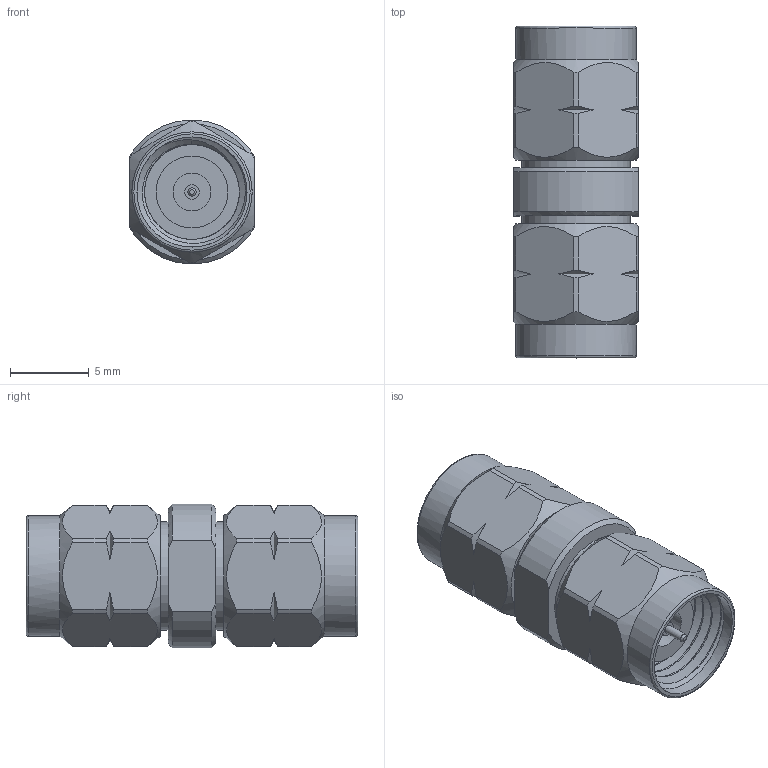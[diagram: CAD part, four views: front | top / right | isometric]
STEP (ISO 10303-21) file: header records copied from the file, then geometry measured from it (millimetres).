
FILE_DESCRIPTION (( 'STEP AP203' ), '1' );
FILE_NAME ('PE9451_3D.step', '2021-03-19T21:42:46', ( '' ), ( '' ), 'SwSTEP 2.0', 'SolidWorks 2020', '' );
FILE_SCHEMA (( 'CONFIG_CONTROL_DESIGN' ));
Length unit declared in the file: inch
Products named in the file (1): PE9451_3D
Bounding box: 7.94 x 21.08 x 9.11 mm (x, y, z)
Volume: 880.8 mm3; surface area: 1041.2 mm2
Topology: 1 solids, 1 shells, 124 faces, 320 edges, 212 vertices
Faces by surface type: cylinder 48, cone 38, plane 30, bspline 6, torus 2
Full cylindrical faces by diameter (mm): 0.533 x2, 0.94 x2, 2.4 x2, 4.572 x2, 6.874 x2, 7 x8, 7.641 x2
Entity records: 5707 total; most frequent: CARTESIAN_POINT 3087, ORIENTED_EDGE 532, DIRECTION 490, EDGE_CURVE 266, AXIS2_PLACEMENT_3D 217, VERTEX_POINT 188, EDGE_LOOP 152, FACE_OUTER_BOUND 132
